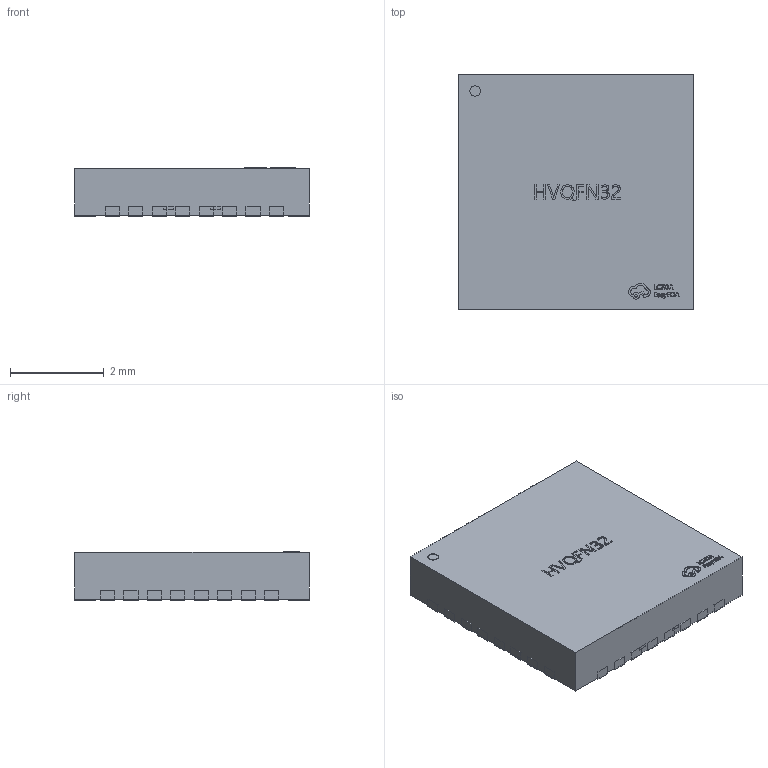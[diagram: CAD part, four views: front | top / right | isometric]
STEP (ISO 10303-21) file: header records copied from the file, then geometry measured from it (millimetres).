
FILE_DESCRIPTION (( 'STEP AP214' ), '1' );
FILE_NAME ('HVQFN-32_L5.0-W5.0-H1.0-P0.50.step', '2022-07-15T02:29:41', ( '' ), ( '' ), 'SwSTEP 2.0', 'SolidWorks 2020', '' );
FILE_SCHEMA (( 'AUTOMOTIVE_DESIGN' ));
Length unit declared in the file: millimetre
Products named in the file (1): HVQFN-32_L5.0-W5.0-H1.0-P0.50
Bounding box: 5.02 x 5.02 x 1.03 mm (x, y, z)
Volume: 25.8 mm3; surface area: 87.1 mm2
Topology: 33 solids, 33 shells, 594 faces, 1473 edges, 982 vertices
Faces by surface type: plane 412, bspline 148, cylinder 34
Entity records: 27273 total; most frequent: CARTESIAN_POINT 7206, ORIENTED_EDGE 2946, DIRECTION 2135, EDGE_CURVE 1473, LINE 1105, VECTOR 1105, VERTEX_POINT 982, EDGE_LOOP 631
